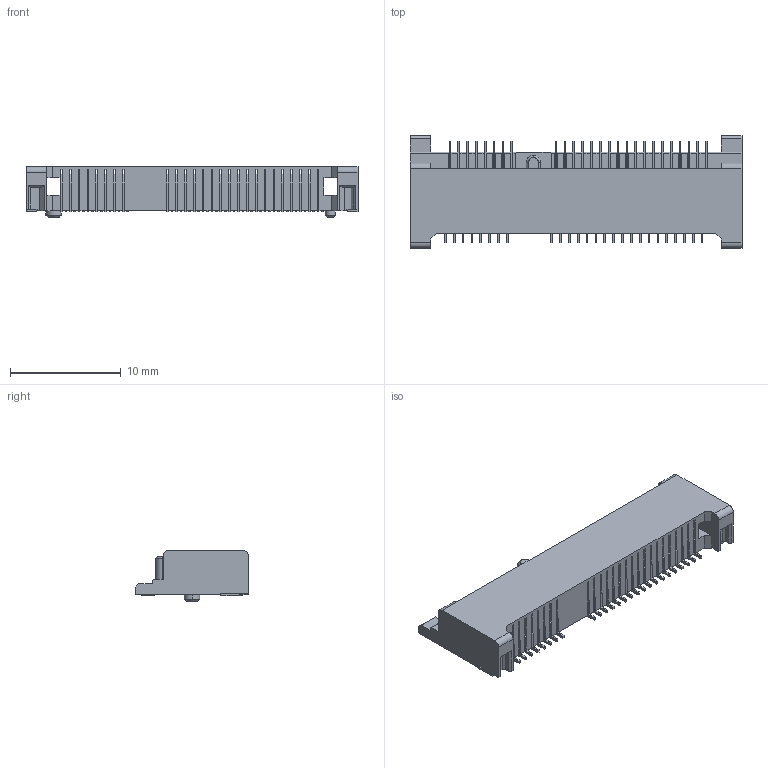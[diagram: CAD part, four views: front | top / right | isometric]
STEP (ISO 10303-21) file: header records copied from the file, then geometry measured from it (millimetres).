
FILE_DESCRIPTION(('STEP AP242'),'1');
FILE_NAME('67910-0002.stp','2020-11-05T08:06:17',('TraceParts'),('TraceParts S.A.'),'Spatial InterOp 3D',' ',' ');
FILE_SCHEMA(('AP242_MANAGED_MODEL_BASED_3D_ENGINEERING_MIM_LF {1 0 10303 442 1 1 4}'));
Length unit declared in the file: millimetre
Products named in the file (1): 67910-0002_1
Bounding box: 30 x 10.2 x 4.6 mm (x, y, z)
Volume: 666.2 mm3; surface area: 1962.6 mm2
Topology: 1 solids, 1 shells, 1964 faces, 5726 edges, 3710 vertices
Faces by surface type: plane 1605, cylinder 353, cone 6
Entity records: 63962 total; most frequent: ORIENTED_EDGE 11452, CARTESIAN_POINT 11401, DIRECTION 10377, EDGE_CURVE 5726, LINE 5005, VECTOR 5005, VERTEX_POINT 3710, AXIS2_PLACEMENT_3D 2686
